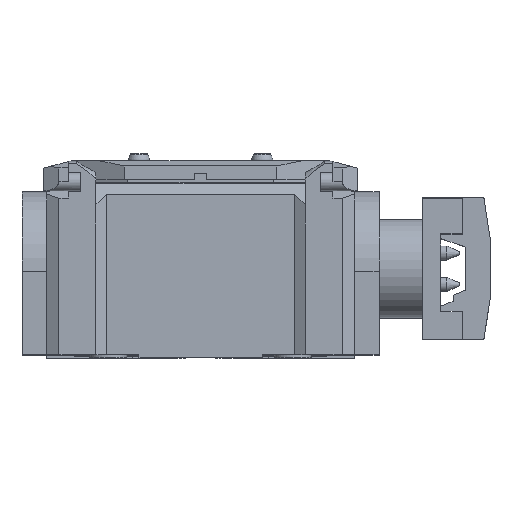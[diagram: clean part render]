
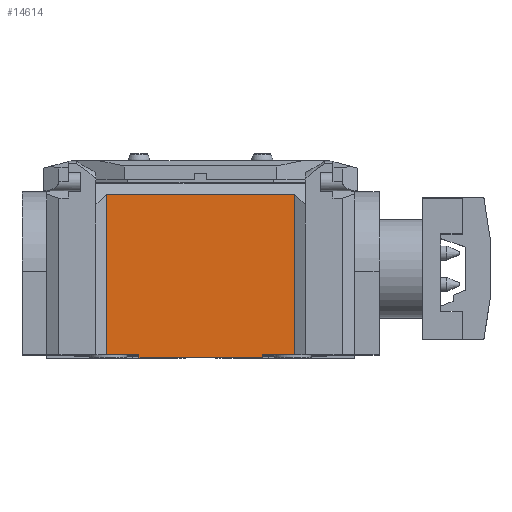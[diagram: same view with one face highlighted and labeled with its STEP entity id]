
A CAD part, top view. The second image highlights one B-rep face of the part: STEP entity #14614.
In plain terms, the highlighted planar face has unit normal (0, 0, 1).
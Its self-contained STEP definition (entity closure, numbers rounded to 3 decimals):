
#677=DIRECTION('',(-1.,0.,0.));
#678=VECTOR('',#677,20.);
#679=CARTESIAN_POINT('',(10.,-10.,49.));
#680=LINE('',#679,#678);
#1912=DIRECTION('',(-1.,0.,0.));
#1913=VECTOR('',#1912,30.536);
#1914=CARTESIAN_POINT('',(15.268,16.568,49.));
#1915=LINE('',#1914,#1913);
#1919=DIRECTION('',(0.,-1.,0.));
#1920=VECTOR('',#1919,26.068);
#1921=CARTESIAN_POINT('',(15.268,16.568,49.));
#1922=LINE('',#1921,#1920);
#1926=DIRECTION('',(-1.,0.,0.));
#1927=VECTOR('',#1926,5.268);
#1928=CARTESIAN_POINT('',(15.268,-9.5,49.));
#1929=LINE('',#1928,#1927);
#1933=DIRECTION('',(0.,1.,0.));
#1934=VECTOR('',#1933,0.5);
#1935=CARTESIAN_POINT('',(10.,-10.,49.));
#1936=LINE('',#1935,#1934);
#1940=DIRECTION('',(0.,1.,0.));
#1941=VECTOR('',#1940,0.5);
#1942=CARTESIAN_POINT('',(-10.,-10.,49.));
#1943=LINE('',#1942,#1941);
#1947=DIRECTION('',(-1.,0.,0.));
#1948=VECTOR('',#1947,5.268);
#1949=CARTESIAN_POINT('',(-10.,-9.5,49.));
#1950=LINE('',#1949,#1948);
#1961=DIRECTION('',(0.,-1.,0.));
#1962=VECTOR('',#1961,26.068);
#1963=CARTESIAN_POINT('',(-15.268,16.568,49.));
#1964=LINE('',#1963,#1962);
#12185=CARTESIAN_POINT('',(15.268,-9.5,49.));
#12186=CARTESIAN_POINT('',(10.,-9.5,49.));
#12187=VERTEX_POINT('',#12185);
#12188=VERTEX_POINT('',#12186);
#12189=CARTESIAN_POINT('',(10.,-10.,49.));
#12190=CARTESIAN_POINT('',(-10.,-10.,49.));
#12191=VERTEX_POINT('',#12189);
#12192=VERTEX_POINT('',#12190);
#12209=CARTESIAN_POINT('',(-15.268,-9.5,49.));
#12210=VERTEX_POINT('',#12209);
#12219=CARTESIAN_POINT('',(-10.,-9.5,49.));
#12220=VERTEX_POINT('',#12219);
#12274=CARTESIAN_POINT('',(15.268,16.568,49.));
#12276=VERTEX_POINT('',#12274);
#12277=CARTESIAN_POINT('',(-15.268,16.568,49.));
#12278=VERTEX_POINT('',#12277);
#14593=CARTESIAN_POINT('',(15.268,18.3,49.));
#14594=DIRECTION('',(0.,0.,-1.));
#14595=DIRECTION('',(-1.,0.,0.));
#14596=AXIS2_PLACEMENT_3D('',#14593,#14594,#14595);
#14597=PLANE('',#14596);
#14599=ORIENTED_EDGE('',*,*,#14598,.F.);
#14600=ORIENTED_EDGE('',*,*,#14581,.T.);
#14602=ORIENTED_EDGE('',*,*,#14601,.T.);
#14604=ORIENTED_EDGE('',*,*,#14603,.F.);
#14605=ORIENTED_EDGE('',*,*,#13872,.T.);
#14607=ORIENTED_EDGE('',*,*,#14606,.T.);
#14609=ORIENTED_EDGE('',*,*,#14608,.T.);
#14611=ORIENTED_EDGE('',*,*,#14610,.F.);
#14612=EDGE_LOOP('',(#14599,#14600,#14602,#14604,#14605,#14607,#14609,#14611));
#14613=FACE_OUTER_BOUND('',#14612,.F.);
#14614=ADVANCED_FACE('',(#14613),#14597,.F.);
#13872=EDGE_CURVE('',#12191,#12192,#680,.T.);
#14581=EDGE_CURVE('',#12276,#12187,#1922,.T.);
#14598=EDGE_CURVE('',#12276,#12278,#1915,.T.);
#14601=EDGE_CURVE('',#12187,#12188,#1929,.T.);
#14603=EDGE_CURVE('',#12191,#12188,#1936,.T.);
#14606=EDGE_CURVE('',#12192,#12220,#1943,.T.);
#14608=EDGE_CURVE('',#12220,#12210,#1950,.T.);
#14610=EDGE_CURVE('',#12278,#12210,#1964,.T.);
